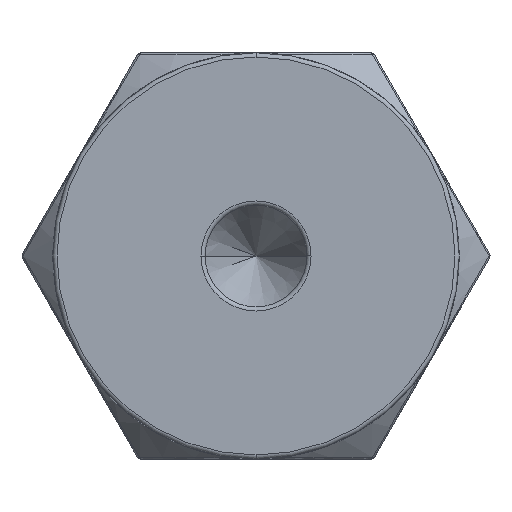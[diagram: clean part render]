
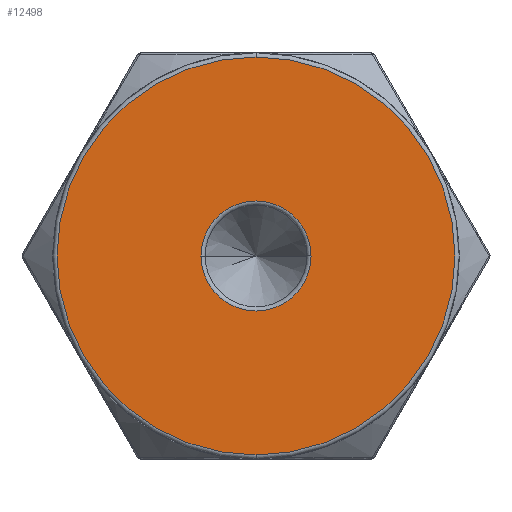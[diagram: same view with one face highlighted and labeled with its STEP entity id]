
A CAD part, left-side view. The second image highlights one B-rep face of the part: STEP entity #12498.
In plain terms, the highlighted face is planar.
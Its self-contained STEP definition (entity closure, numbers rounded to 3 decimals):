
#9401=CARTESIAN_POINT('',(0.,0.,0.));
#9402=DIRECTION('',(-1.,0.,0.));
#9403=DIRECTION('',(0.,1.,0.));
#9404=AXIS2_PLACEMENT_3D('',#9401,#9402,#9403);
#9406=CARTESIAN_POINT('',(0.,0.,0.));
#9407=DIRECTION('',(-1.,0.,0.));
#9408=DIRECTION('',(0.,-1.,0.));
#9409=AXIS2_PLACEMENT_3D('',#9406,#9407,#9408);
#9411=CARTESIAN_POINT('',(0.,0.,0.));
#9412=DIRECTION('',(1.,0.,0.));
#9413=DIRECTION('',(0.,0.,1.));
#9414=AXIS2_PLACEMENT_3D('',#9411,#9412,#9413);
#9416=CARTESIAN_POINT('',(0.,0.,0.));
#9417=DIRECTION('',(1.,0.,0.));
#9418=DIRECTION('',(0.,0.,-1.));
#9419=AXIS2_PLACEMENT_3D('',#9416,#9417,#9418);
#12311=CARTESIAN_POINT('',(0.,1.625,0.));
#12312=CARTESIAN_POINT('',(0.,-1.625,0.));
#12313=VERTEX_POINT('',#12311);
#12314=VERTEX_POINT('',#12312);
#12342=CARTESIAN_POINT('',(0.,0.,5.875));
#12343=CARTESIAN_POINT('',(0.,0.,-5.875));
#12344=VERTEX_POINT('',#12342);
#12345=VERTEX_POINT('',#12343);
#12481=CARTESIAN_POINT('',(0.,0.,0.));
#12482=DIRECTION('',(1.,0.,0.));
#12483=DIRECTION('',(0.,-1.,0.));
#12484=AXIS2_PLACEMENT_3D('',#12481,#12482,#12483);
#12485=PLANE('',#12484);
#12487=ORIENTED_EDGE('',*,*,#12486,.F.);
#12489=ORIENTED_EDGE('',*,*,#12488,.F.);
#12490=EDGE_LOOP('',(#12487,#12489));
#12491=FACE_OUTER_BOUND('',#12490,.F.);
#12493=ORIENTED_EDGE('',*,*,#12492,.F.);
#12495=ORIENTED_EDGE('',*,*,#12494,.F.);
#12496=EDGE_LOOP('',(#12493,#12495));
#12497=FACE_BOUND('',#12496,.F.);
#9405=CIRCLE('',#9404,1.625);
#9410=CIRCLE('',#9409,1.625);
#9415=CIRCLE('',#9414,5.875);
#9420=CIRCLE('',#9419,5.875);
#12486=EDGE_CURVE('',#12344,#12345,#9415,.T.);
#12488=EDGE_CURVE('',#12345,#12344,#9420,.T.);
#12492=EDGE_CURVE('',#12313,#12314,#9405,.T.);
#12494=EDGE_CURVE('',#12314,#12313,#9410,.T.);
#12498=ADVANCED_FACE('',(#12491,#12497),#12485,.T.);
